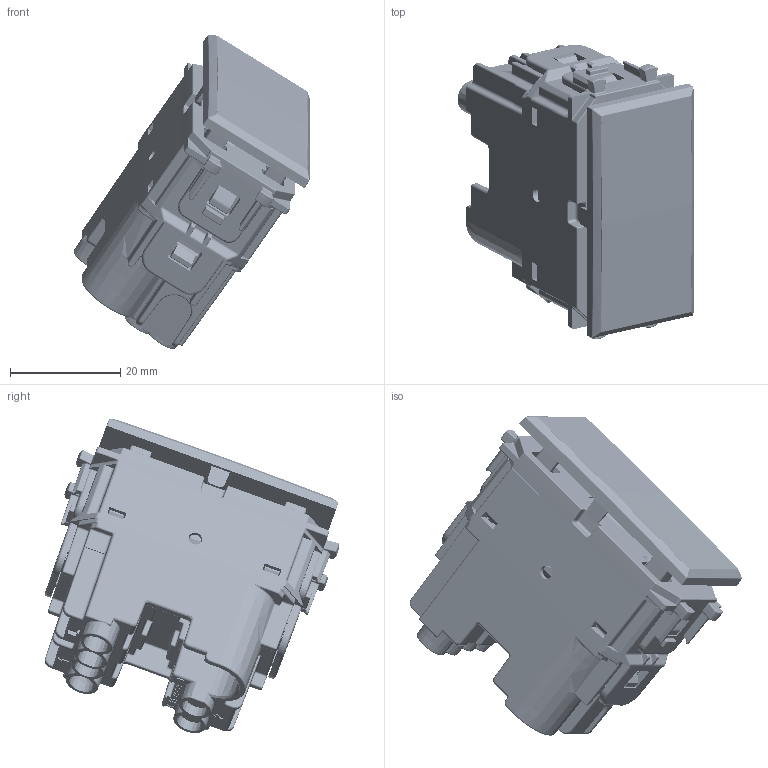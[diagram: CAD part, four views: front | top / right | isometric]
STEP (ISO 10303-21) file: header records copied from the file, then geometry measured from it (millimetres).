
FILE_DESCRIPTION(('CATIA V5 STEP Exchange'),'2;1');
FILE_NAME('442001AS.stp','2024-01-25T10:00:28+00:00',('none'),('none'),'CATIA Version 5-6 Release 2016 SP6','CATIA V5 STEP AP203','none');
FILE_SCHEMA(('CONFIG_CONTROL_DESIGN'));
Length unit declared in the file: millimetre
Products named in the file (3): 442001AS; AS2216; AS2217AG
Assembly tree (18 placements, depth 3):
  442001AS
    #57
    AS2216
      #54995
      #55988
      #58558
    #60484
    #102911
    #122707
    AS2217AG
      #125741
      #127204
      #58558
    #128223
    #158511
    #166578
    #207458
    #255332
    #257572
Bounding box: 42.99 x 53.57 x 57.09 mm (x, y, z)
Volume: 18837.2 mm3; surface area: 32182.8 mm2
Topology: 19 solids, 19 shells, 6855 faces, 17245 edges, 9893 vertices
Faces by surface type: cylinder 2632, plane 2147, bspline 1208, sphere 486, cone 206, torus 174, revolution 2
Entity records: 270777 total; most frequent: CARTESIAN_POINT 132557, ORIENTED_EDGE 33062, DIRECTION 20097, EDGE_CURVE 16531, VERTEX_POINT 9791, AXIS2_PLACEMENT_3D 7884, VECTOR 7172, LINE 7172
